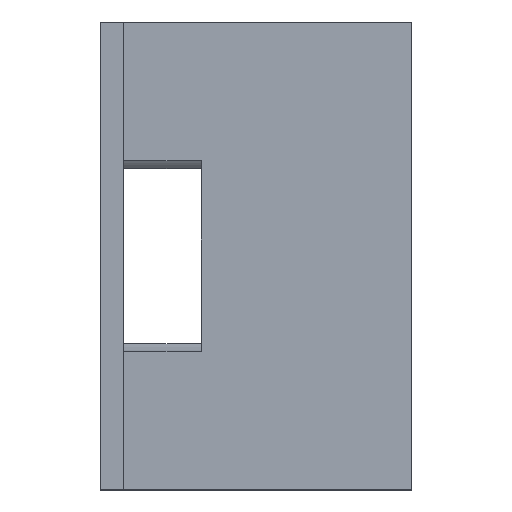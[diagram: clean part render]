
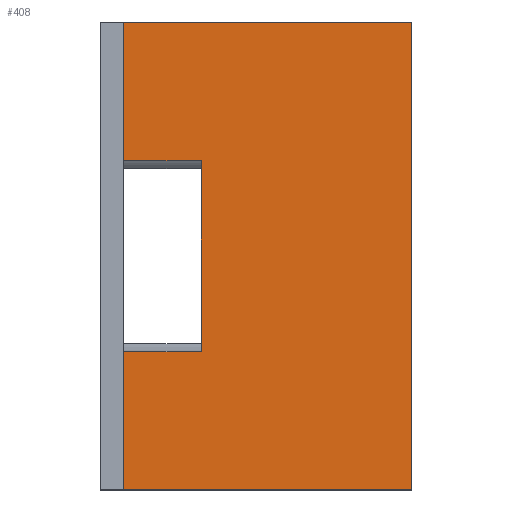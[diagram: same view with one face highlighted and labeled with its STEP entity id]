
A CAD part, top view. The second image highlights one B-rep face of the part: STEP entity #408.
In plain terms, the highlighted planar face has unit normal (0, 0, 1).
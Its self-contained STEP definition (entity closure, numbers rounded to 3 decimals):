
#27=FACE_OUTER_BOUND('',#50,.T.);
#50=EDGE_LOOP('',(#311,#312,#313,#314,#315,#316,#317,#318));
#84=LINE('',#610,#129);
#97=LINE('',#647,#142);
#103=LINE('',#659,#148);
#104=LINE('',#662,#149);
#105=LINE('',#664,#150);
#106=LINE('',#666,#151);
#107=LINE('',#668,#152);
#108=LINE('',#669,#153);
#129=VECTOR('',#486,1.);
#142=VECTOR('',#521,1.);
#148=VECTOR('',#531,1.);
#149=VECTOR('',#534,1.);
#150=VECTOR('',#535,1.);
#151=VECTOR('',#536,1.);
#152=VECTOR('',#537,1.);
#153=VECTOR('',#538,1.);
#175=VERTEX_POINT('',#607);
#176=VERTEX_POINT('',#609);
#187=VERTEX_POINT('',#640);
#189=VERTEX_POINT('',#645);
#194=VERTEX_POINT('',#661);
#195=VERTEX_POINT('',#663);
#196=VERTEX_POINT('',#665);
#197=VERTEX_POINT('',#667);
#211=EDGE_CURVE('',#176,#175,#84,.T.);
#231=EDGE_CURVE('',#189,#187,#97,.T.);
#237=EDGE_CURVE('',#175,#187,#103,.T.);
#238=EDGE_CURVE('',#194,#189,#104,.T.);
#239=EDGE_CURVE('',#195,#194,#105,.T.);
#240=EDGE_CURVE('',#196,#195,#106,.T.);
#241=EDGE_CURVE('',#196,#197,#107,.T.);
#242=EDGE_CURVE('',#176,#197,#108,.T.);
#311=ORIENTED_EDGE('',*,*,#231,.F.);
#312=ORIENTED_EDGE('',*,*,#238,.F.);
#313=ORIENTED_EDGE('',*,*,#239,.F.);
#314=ORIENTED_EDGE('',*,*,#240,.F.);
#315=ORIENTED_EDGE('',*,*,#241,.T.);
#316=ORIENTED_EDGE('',*,*,#242,.F.);
#317=ORIENTED_EDGE('',*,*,#211,.T.);
#318=ORIENTED_EDGE('',*,*,#237,.T.);
#388=PLANE('',#452);
#408=ADVANCED_FACE('',(#27),#388,.T.);
#452=AXIS2_PLACEMENT_3D('',#660,#532,#533);
#486=DIRECTION('',(1.,0.,0.));
#521=DIRECTION('',(1.,0.,0.));
#531=DIRECTION('',(0.,1.,0.));
#532=DIRECTION('center_axis',(0.,0.,1.));
#533=DIRECTION('ref_axis',(1.,0.,0.));
#534=DIRECTION('',(0.,1.,0.));
#535=DIRECTION('',(-1.,0.,0.));
#536=DIRECTION('',(0.,1.,0.));
#537=DIRECTION('',(-1.,0.,0.));
#538=DIRECTION('',(0.,1.,0.));
#607=CARTESIAN_POINT('',(20.,-30.,1.5));
#609=CARTESIAN_POINT('',(-17.,-30.,1.5));
#610=CARTESIAN_POINT('',(-20.,-30.,1.5));
#640=CARTESIAN_POINT('',(20.,30.,1.5));
#645=CARTESIAN_POINT('',(-17.,30.,1.5));
#647=CARTESIAN_POINT('',(-20.,30.,1.5));
#659=CARTESIAN_POINT('',(20.,-30.,1.5));
#660=CARTESIAN_POINT('Origin',(-20.,-30.,1.5));
#661=CARTESIAN_POINT('',(-17.,12.247,1.5));
#662=CARTESIAN_POINT('',(-17.,-30.,1.5));
#663=CARTESIAN_POINT('',(-7.,12.247,1.5));
#664=CARTESIAN_POINT('',(-17.,12.247,1.5));
#665=CARTESIAN_POINT('',(-7.,-12.247,1.5));
#666=CARTESIAN_POINT('',(-7.,-15.,1.5));
#667=CARTESIAN_POINT('',(-17.,-12.247,1.5));
#668=CARTESIAN_POINT('',(-17.,-12.247,1.5));
#669=CARTESIAN_POINT('',(-17.,-30.,1.5));
